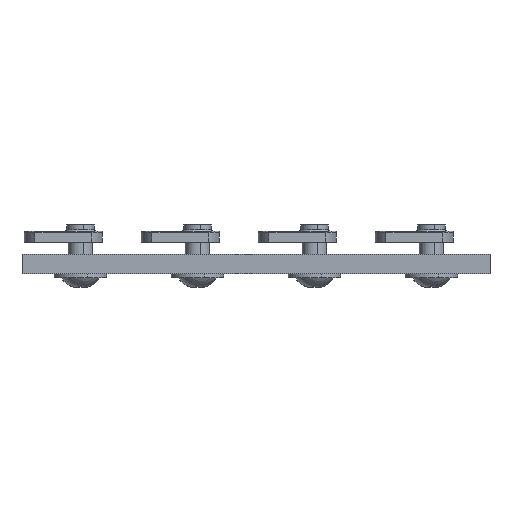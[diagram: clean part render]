
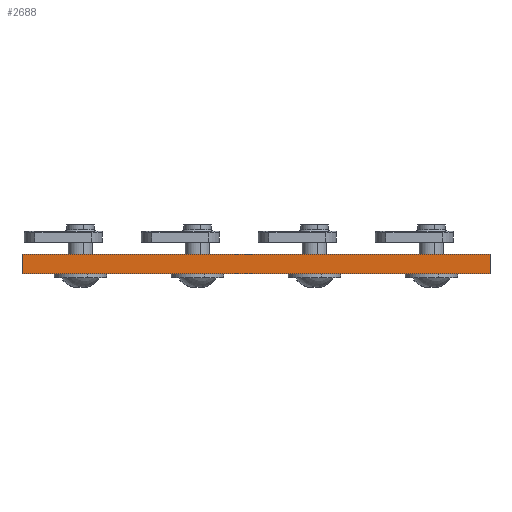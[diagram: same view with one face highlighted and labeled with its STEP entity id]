
A CAD part, front view. The second image highlights one B-rep face of the part: STEP entity #2688.
In plain terms, the highlighted planar face has unit normal (0, -1, 0).
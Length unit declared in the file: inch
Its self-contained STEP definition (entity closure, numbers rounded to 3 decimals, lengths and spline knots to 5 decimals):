
#39 = ORIENTED_EDGE ( 'NONE', *, *, #2754, .T. ) ;
#76 = VERTEX_POINT ( 'NONE', #963 ) ;
#95 = EDGE_CURVE ( 'NONE', #76, #159, #1118, .T. ) ;
#123 = ORIENTED_EDGE ( 'NONE', *, *, #95, .F. ) ;
#159 = VERTEX_POINT ( 'NONE', #1517 ) ;
#177 = EDGE_CURVE ( 'NONE', #159, #249, #412, .T. ) ;
#211 = ORIENTED_EDGE ( 'NONE', *, *, #177, .F. ) ;
#249 = VERTEX_POINT ( 'NONE', #906 ) ;
#408 = VERTEX_POINT ( 'NONE', #1011 ) ;
#412 = LINE ( 'NONE', #413, #414 ) ;
#413 = CARTESIAN_POINT ( 'NONE',  ( 6., 0., 0.25 ) ) ;
#414 = VECTOR ( 'NONE', #415, 39.37008 ) ;
#415 = DIRECTION ( 'NONE',  ( 0., 0., -1. ) ) ;
#474 = LINE ( 'NONE', #475, #476 ) ;
#475 = CARTESIAN_POINT ( 'NONE',  ( 0., 0., 0.25 ) ) ;
#476 = VECTOR ( 'NONE', #477, 39.37008 ) ;
#477 = DIRECTION ( 'NONE',  ( 0., 0., -1. ) ) ;
#622 = EDGE_CURVE ( 'NONE', #408, #249, #1183, .T. ) ;
#906 = CARTESIAN_POINT ( 'NONE',  ( 6., 0., 0. ) ) ;
#963 = CARTESIAN_POINT ( 'NONE',  ( 0., 0., 0.25 ) ) ;
#972 = ORIENTED_EDGE ( 'NONE', *, *, #622, .T. ) ;
#1011 = CARTESIAN_POINT ( 'NONE',  ( 0., 0., 0. ) ) ;
#1118 = LINE ( 'NONE', #1119, #1120 ) ;
#1119 = CARTESIAN_POINT ( 'NONE',  ( 6., 0., 0.25 ) ) ;
#1120 = VECTOR ( 'NONE', #1121, 39.37008 ) ;
#1121 = DIRECTION ( 'NONE',  ( 1., 0., 0. ) ) ;
#1167 = FACE_OUTER_BOUND ( 'NONE', #2670, .T. ) ;
#1168 = PLANE ( 'NONE',  #1169 ) ;
#1169 = AXIS2_PLACEMENT_3D ( 'NONE', #1170, #1171, #1172 ) ;
#1170 = CARTESIAN_POINT ( 'NONE',  ( 6., 0., 0.25 ) ) ;
#1171 = DIRECTION ( 'NONE',  ( 0., 1., 0. ) ) ;
#1172 = DIRECTION ( 'NONE',  ( -1., 0., 0. ) ) ;
#1183 = LINE ( 'NONE', #1184, #1185 ) ;
#1184 = CARTESIAN_POINT ( 'NONE',  ( 6., 0., 0. ) ) ;
#1185 = VECTOR ( 'NONE', #1186, 39.37008 ) ;
#1186 = DIRECTION ( 'NONE',  ( 1., 0., 0. ) ) ;
#1517 = CARTESIAN_POINT ( 'NONE',  ( 6., 0., 0.25 ) ) ;
#2670 = EDGE_LOOP ( 'NONE', ( #972, #211, #123, #39 ) ) ;
#2688 = ADVANCED_FACE ( 'NONE', ( #1167 ), #1168, .F. ) ;
#2754 = EDGE_CURVE ( 'NONE', #76, #408, #474, .T. ) ;
